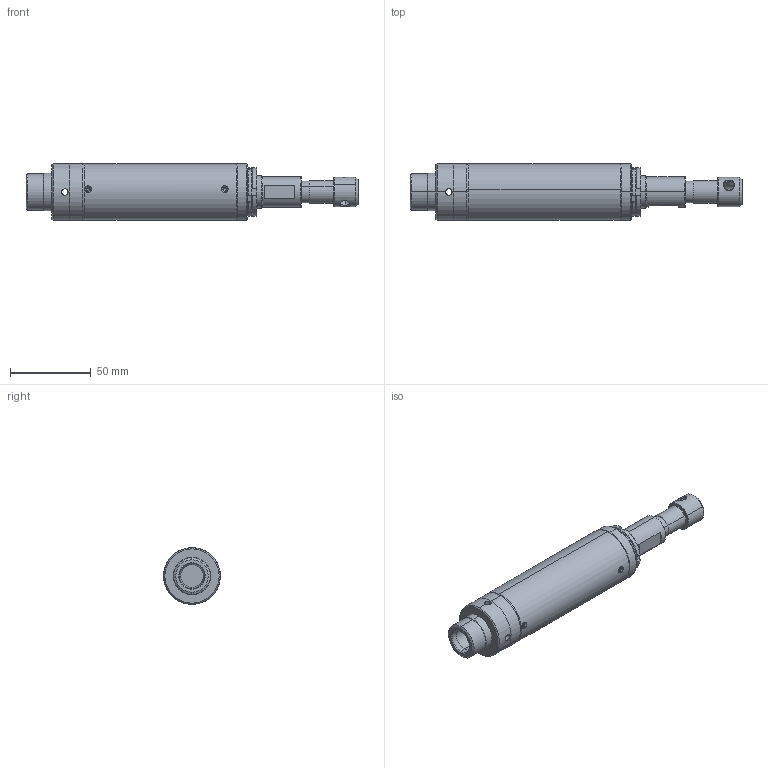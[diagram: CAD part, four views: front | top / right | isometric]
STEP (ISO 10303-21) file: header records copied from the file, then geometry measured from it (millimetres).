
FILE_DESCRIPTION (( 'STEP AP203' ), '1' );
FILE_NAME ('QUILL GE1635.STEP', '2014-01-28T12:51:14', ( 'PGM-BE' ), ( '' ), 'SwSTEP 2.0', 'SolidWorks 2011', '' );
FILE_SCHEMA (( 'CONFIG_CONTROL_DESIGN' ));
Length unit declared in the file: metre
Products named in the file (1): QUILL GE1635
Bounding box: 205 x 35 x 35 mm (x, y, z)
Surface area: 37107.5 mm2 (no closed solid volume)
Topology: 0 solids, 10 shells, 252 faces, 666 edges, 445 vertices
Faces by surface type: plane 90, cylinder 78, cone 56, bspline 22, torus 4, sphere 2
Entity records: 13830 total; most frequent: CARTESIAN_POINT 7794, ORIENTED_EDGE 1270, DIRECTION 1131, EDGE_CURVE 666, VERTEX_POINT 445, AXIS2_PLACEMENT_3D 439, EDGE_LOOP 286, LINE 253
